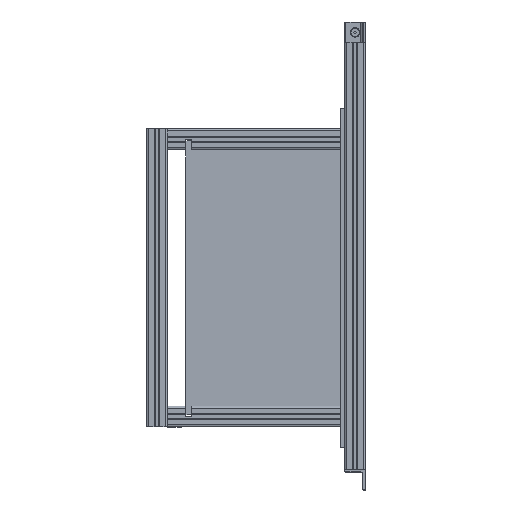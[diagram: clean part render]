
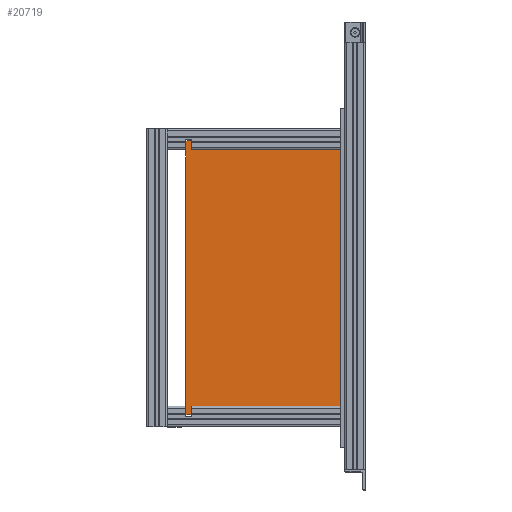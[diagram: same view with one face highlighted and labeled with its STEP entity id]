
A CAD part, left-side view. The second image highlights one B-rep face of the part: STEP entity #20719.
In plain terms, the highlighted face is planar.
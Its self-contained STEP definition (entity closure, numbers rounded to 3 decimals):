
#144 = VERTEX_POINT ( 'NONE', #10362 ) ;
#151 = VECTOR ( 'NONE', #19955, 1000. ) ;
#955 = LINE ( 'NONE', #3244, #16634 ) ;
#1556 = CARTESIAN_POINT ( 'NONE',  ( 0., 0., 25. ) ) ;
#2292 = CARTESIAN_POINT ( 'NONE',  ( 198., 103.5, 25. ) ) ;
#3244 = CARTESIAN_POINT ( 'NONE',  ( 198., 103.5, 25. ) ) ;
#3474 = EDGE_CURVE ( 'NONE', #18642, #144, #6338, .T. ) ;
#3739 = LINE ( 'NONE', #22412, #5074 ) ;
#4452 = LINE ( 'NONE', #6620, #25329 ) ;
#4481 = CARTESIAN_POINT ( 'NONE',  ( 185., 111.5, 25. ) ) ;
#5074 = VECTOR ( 'NONE', #24308, 1000. ) ;
#5990 = ORIENTED_EDGE ( 'NONE', *, *, #8126, .F. ) ;
#6338 = LINE ( 'NONE', #14435, #16373 ) ;
#6620 = CARTESIAN_POINT ( 'NONE',  ( -197., 111.5, 25. ) ) ;
#6628 = AXIS2_PLACEMENT_3D ( 'NONE', #1556, #20614, #24284 ) ;
#6674 = VERTEX_POINT ( 'NONE', #12949 ) ;
#8005 = EDGE_CURVE ( 'NONE', #144, #23117, #3739, .T. ) ;
#8126 = EDGE_CURVE ( 'NONE', #6674, #22013, #12379, .T. ) ;
#9121 = CARTESIAN_POINT ( 'NONE',  ( -185., 111.5, 25. ) ) ;
#9480 = CARTESIAN_POINT ( 'NONE',  ( -185., -111.5, 25. ) ) ;
#9509 = ORIENTED_EDGE ( 'NONE', *, *, #22569, .T. ) ;
#9646 = LINE ( 'NONE', #9121, #23575 ) ;
#10089 = VERTEX_POINT ( 'NONE', #13051 ) ;
#10362 = CARTESIAN_POINT ( 'NONE',  ( -185., 103.5, 25. ) ) ;
#10535 = DIRECTION ( 'NONE',  ( 0., 1., 0. ) ) ;
#10937 = CARTESIAN_POINT ( 'NONE',  ( 185., 103.5, 25. ) ) ;
#12349 = FACE_OUTER_BOUND ( 'NONE', #22279, .T. ) ;
#12379 = LINE ( 'NONE', #22804, #17581 ) ;
#12949 = CARTESIAN_POINT ( 'NONE',  ( 198., 111.5, 25. ) ) ;
#13051 = CARTESIAN_POINT ( 'NONE',  ( -197., 111.5, 25. ) ) ;
#14435 = CARTESIAN_POINT ( 'NONE',  ( -197., 103.5, 25. ) ) ;
#14617 = DIRECTION ( 'NONE',  ( 0., 1., 0. ) ) ;
#15109 = ORIENTED_EDGE ( 'NONE', *, *, #3474, .T. ) ;
#15581 = ORIENTED_EDGE ( 'NONE', *, *, #24581, .F. ) ;
#15713 = ORIENTED_EDGE ( 'NONE', *, *, #22832, .T. ) ;
#15881 = LINE ( 'NONE', #21982, #151 ) ;
#15944 = VERTEX_POINT ( 'NONE', #10937 ) ;
#16373 = VECTOR ( 'NONE', #20694, 1000. ) ;
#16634 = VECTOR ( 'NONE', #17432, 1000. ) ;
#17432 = DIRECTION ( 'NONE',  ( -1., 0., 0. ) ) ;
#17581 = VECTOR ( 'NONE', #24831, 1000. ) ;
#18360 = VECTOR ( 'NONE', #14617, 1000. ) ;
#18555 = EDGE_CURVE ( 'NONE', #22013, #15944, #955, .T. ) ;
#18642 = VERTEX_POINT ( 'NONE', #26487 ) ;
#19955 = DIRECTION ( 'NONE',  ( 1., 0., 0. ) ) ;
#20085 = PLANE ( 'NONE',  #6628 ) ;
#20122 = ORIENTED_EDGE ( 'NONE', *, *, #8005, .T. ) ;
#20553 = EDGE_CURVE ( 'NONE', #23117, #24517, #15881, .T. ) ;
#20614 = DIRECTION ( 'NONE',  ( 0., 0., 1. ) ) ;
#20694 = DIRECTION ( 'NONE',  ( 1., 0., 0. ) ) ;
#20719 = ADVANCED_FACE ( 'NONE', ( #12349 ), #20085, .T. ) ;
#20833 = CARTESIAN_POINT ( 'NONE',  ( 185., -111.5, 25. ) ) ;
#21967 = DIRECTION ( 'NONE',  ( -1., 0., 0. ) ) ;
#21982 = CARTESIAN_POINT ( 'NONE',  ( -185., -111.5, 25. ) ) ;
#22013 = VERTEX_POINT ( 'NONE', #2292 ) ;
#22041 = ORIENTED_EDGE ( 'NONE', *, *, #18555, .F. ) ;
#22279 = EDGE_LOOP ( 'NONE', ( #15713, #22041, #5990, #9509, #15581, #15109, #20122, #23338 ) ) ;
#22412 = CARTESIAN_POINT ( 'NONE',  ( -185., 111.5, 25. ) ) ;
#22569 = EDGE_CURVE ( 'NONE', #6674, #10089, #9646, .T. ) ;
#22804 = CARTESIAN_POINT ( 'NONE',  ( 198., 111.5, 25. ) ) ;
#22832 = EDGE_CURVE ( 'NONE', #24517, #15944, #25324, .T. ) ;
#23117 = VERTEX_POINT ( 'NONE', #9480 ) ;
#23338 = ORIENTED_EDGE ( 'NONE', *, *, #20553, .T. ) ;
#23575 = VECTOR ( 'NONE', #21967, 1000. ) ;
#24284 = DIRECTION ( 'NONE',  ( 1., 0., 0. ) ) ;
#24308 = DIRECTION ( 'NONE',  ( 0., -1., 0. ) ) ;
#24517 = VERTEX_POINT ( 'NONE', #20833 ) ;
#24581 = EDGE_CURVE ( 'NONE', #18642, #10089, #4452, .T. ) ;
#24831 = DIRECTION ( 'NONE',  ( 0., -1., 0. ) ) ;
#25324 = LINE ( 'NONE', #4481, #18360 ) ;
#25329 = VECTOR ( 'NONE', #10535, 1000. ) ;
#26487 = CARTESIAN_POINT ( 'NONE',  ( -197., 103.5, 25. ) ) ;
